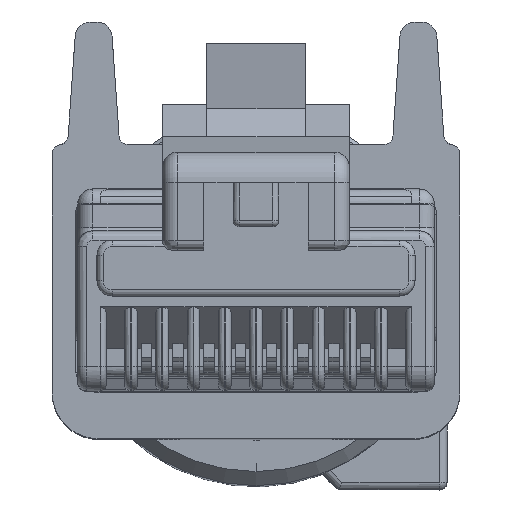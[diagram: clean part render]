
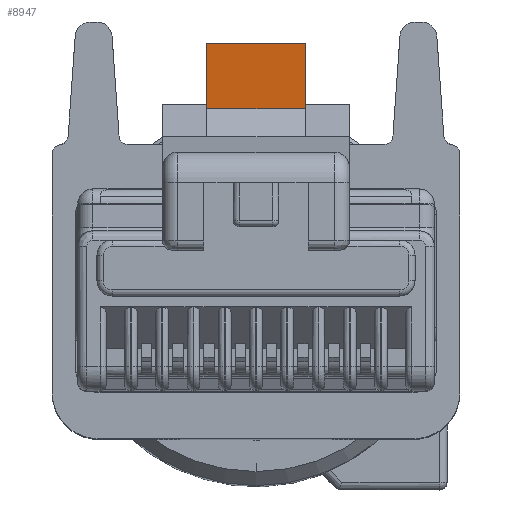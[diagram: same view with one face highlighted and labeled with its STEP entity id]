
A CAD part, top view. The second image highlights one B-rep face of the part: STEP entity #8947.
In plain terms, the highlighted planar face has unit normal (0, 0.979, 0.203).
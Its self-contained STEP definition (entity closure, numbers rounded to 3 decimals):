
#8934=AXIS2_PLACEMENT_3D('Plane Axis2P3D',#8931,#8932,#8933) ;
#5544=CARTESIAN_POINT('Line Origine',(6.65,12.198,184.281)) ;
#5548=CARTESIAN_POINT('Vertex',(8.25,12.198,184.281)) ;
#5550=CARTESIAN_POINT('Vertex',(5.05,12.198,184.281)) ;
#5606=CARTESIAN_POINT('Line Origine',(5.05,13.271,179.113)) ;
#5610=CARTESIAN_POINT('Vertex',(5.05,14.344,173.945)) ;
#5670=CARTESIAN_POINT('Line Origine',(8.25,13.271,179.113)) ;
#5674=CARTESIAN_POINT('Vertex',(8.25,14.344,173.945)) ;
#8931=CARTESIAN_POINT('Axis2P3D Location',(5.05,12.198,184.281)) ;
#8936=CARTESIAN_POINT('Line Origine',(6.65,14.344,173.945)) ;
#5545=DIRECTION('Vector Direction',(-1.,0.,0.)) ;
#5607=DIRECTION('Vector Direction',(0.,0.203,-0.979)) ;
#5671=DIRECTION('Vector Direction',(0.,-0.203,0.979)) ;
#8932=DIRECTION('Axis2P3D Direction',(0.,-0.979,-0.203)) ;
#8933=DIRECTION('Axis2P3D XDirection',(0.,0.203,-0.979)) ;
#8937=DIRECTION('Vector Direction',(-1.,0.,0.)) ;
#5546=VECTOR('Line Direction',#5545,1.) ;
#5608=VECTOR('Line Direction',#5607,1.) ;
#5672=VECTOR('Line Direction',#5671,1.) ;
#8938=VECTOR('Line Direction',#8937,1.) ;
#8942=ORIENTED_EDGE('',*,*,#5612,.F.) ;
#8943=ORIENTED_EDGE('',*,*,#5552,.F.) ;
#8944=ORIENTED_EDGE('',*,*,#5676,.F.) ;
#8945=ORIENTED_EDGE('',*,*,#8940,.T.) ;
#8947=ADVANCED_FACE('Hauptkoerper',(#8946),#8935,.F.) ;
#5552=EDGE_CURVE('',#5549,#5551,#5547,.T.) ;
#5612=EDGE_CURVE('',#5551,#5611,#5609,.T.) ;
#5676=EDGE_CURVE('',#5675,#5549,#5673,.T.) ;
#8940=EDGE_CURVE('',#5675,#5611,#8939,.T.) ;
#8941=EDGE_LOOP('',(#8942,#8943,#8944,#8945)) ;
#8946=FACE_OUTER_BOUND('',#8941,.T.) ;
#5547=LINE('Line',#5544,#5546) ;
#5609=LINE('Line',#5606,#5608) ;
#5673=LINE('Line',#5670,#5672) ;
#8939=LINE('Line',#8936,#8938) ;
#8935=PLANE('',#8934) ;
#5549=VERTEX_POINT('',#5548) ;
#5551=VERTEX_POINT('',#5550) ;
#5611=VERTEX_POINT('',#5610) ;
#5675=VERTEX_POINT('',#5674) ;
